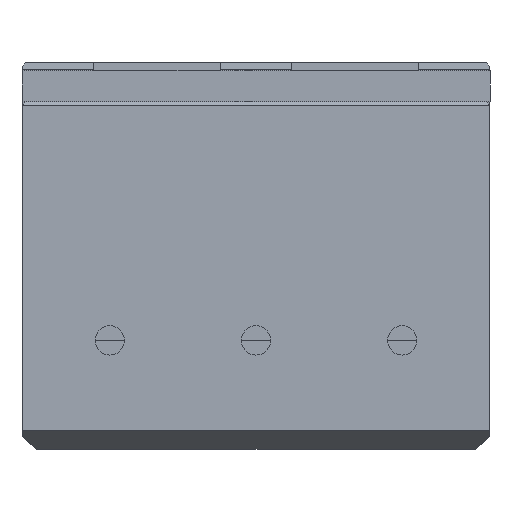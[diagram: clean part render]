
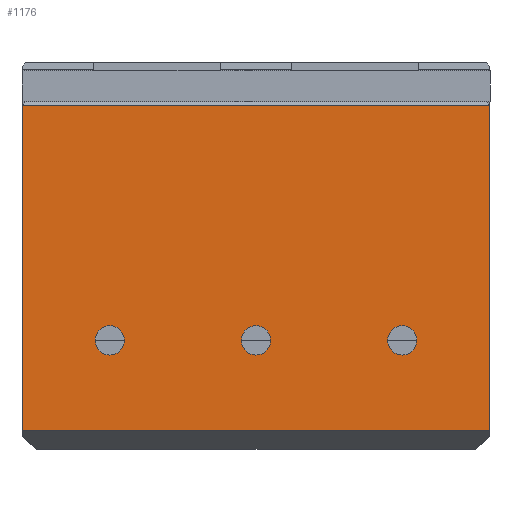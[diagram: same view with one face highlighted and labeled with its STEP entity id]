
A CAD part, front view. The second image highlights one B-rep face of the part: STEP entity #1176.
In plain terms, the highlighted planar face has unit normal (0, -1, 0).
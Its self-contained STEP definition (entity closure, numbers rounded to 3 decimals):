
#13 = ORIENTED_EDGE ( 'NONE', *, *, #3292, .F. ) ;
#66 = VECTOR ( 'NONE', #2273, 1000. ) ;
#133 = FACE_OUTER_BOUND ( 'NONE', #230, .T. ) ;
#157 = VERTEX_POINT ( 'NONE', #2741 ) ;
#209 = EDGE_LOOP ( 'NONE', ( #3844, #528 ) ) ;
#230 = EDGE_LOOP ( 'NONE', ( #2983, #4092, #967, #4086 ) ) ;
#233 = AXIS2_PLACEMENT_3D ( 'NONE', #4351, #2697, #2730 ) ;
#405 = CIRCLE ( 'NONE', #4980, 3. ) ;
#528 = ORIENTED_EDGE ( 'NONE', *, *, #4009, .F. ) ;
#678 = CIRCLE ( 'NONE', #3678, 3. ) ;
#685 = DIRECTION ( 'NONE',  ( 0., -1., 0. ) ) ;
#690 = CIRCLE ( 'NONE', #4942, 3. ) ;
#697 = CARTESIAN_POINT ( 'NONE',  ( -30., -66.559, 3. ) ) ;
#700 = EDGE_CURVE ( 'NONE', #1508, #157, #2265, .T. ) ;
#844 = CARTESIAN_POINT ( 'NONE',  ( -48., -66.559, 60. ) ) ;
#851 = CARTESIAN_POINT ( 'NONE',  ( 0., -66.559, 3. ) ) ;
#873 = AXIS2_PLACEMENT_3D ( 'NONE', #4804, #1321, #2620 ) ;
#905 = DIRECTION ( 'NONE',  ( 0., -1., 0. ) ) ;
#967 = ORIENTED_EDGE ( 'NONE', *, *, #1233, .F. ) ;
#1004 = FACE_BOUND ( 'NONE', #1837, .T. ) ;
#1036 = CARTESIAN_POINT ( 'NONE',  ( -48., -66.559, 51.2 ) ) ;
#1070 = DIRECTION ( 'NONE',  ( 1., 0., 0. ) ) ;
#1098 = DIRECTION ( 'NONE',  ( 0., -1., 0. ) ) ;
#1176 = ADVANCED_FACE ( 'NONE', ( #4058, #2260, #1004, #133 ), #3527, .F. ) ;
#1233 = EDGE_CURVE ( 'NONE', #3755, #5006, #4598, .T. ) ;
#1321 = DIRECTION ( 'NONE',  ( 0., -1., 0. ) ) ;
#1344 = LINE ( 'NONE', #1036, #66 ) ;
#1369 = DIRECTION ( 'NONE',  ( -1., 0., 0. ) ) ;
#1508 = VERTEX_POINT ( 'NONE', #4473 ) ;
#1552 = VERTEX_POINT ( 'NONE', #2363 ) ;
#1642 = ORIENTED_EDGE ( 'NONE', *, *, #2721, .F. ) ;
#1689 = DIRECTION ( 'NONE',  ( 0., 0., -1. ) ) ;
#1734 = VECTOR ( 'NONE', #1070, 1000. ) ;
#1837 = EDGE_LOOP ( 'NONE', ( #1901, #3317 ) ) ;
#1846 = DIRECTION ( 'NONE',  ( 0., 1., 0. ) ) ;
#1901 = ORIENTED_EDGE ( 'NONE', *, *, #700, .F. ) ;
#1971 = DIRECTION ( 'NONE',  ( 0., 0., -1. ) ) ;
#1981 = CARTESIAN_POINT ( 'NONE',  ( -48., -66.559, -15.521 ) ) ;
#2111 = DIRECTION ( 'NONE',  ( 0., 0., -1. ) ) ;
#2113 = VECTOR ( 'NONE', #1689, 1000. ) ;
#2242 = LINE ( 'NONE', #844, #2113 ) ;
#2260 = FACE_BOUND ( 'NONE', #209, .T. ) ;
#2265 = CIRCLE ( 'NONE', #233, 3. ) ;
#2273 = DIRECTION ( 'NONE',  ( -1., 0., 0. ) ) ;
#2363 = CARTESIAN_POINT ( 'NONE',  ( -30., -66.559, 0. ) ) ;
#2367 = CARTESIAN_POINT ( 'NONE',  ( 0., -66.559, 0. ) ) ;
#2544 = DIRECTION ( 'NONE',  ( 0., -1., 0. ) ) ;
#2620 = DIRECTION ( 'NONE',  ( 0., 0., -1. ) ) ;
#2697 = DIRECTION ( 'NONE',  ( 0., -1., 0. ) ) ;
#2721 = EDGE_CURVE ( 'NONE', #1552, #4277, #690, .T. ) ;
#2730 = DIRECTION ( 'NONE',  ( 0., 0., -1. ) ) ;
#2741 = CARTESIAN_POINT ( 'NONE',  ( 30., -66.559, 6. ) ) ;
#2866 = CIRCLE ( 'NONE', #4428, 3. ) ;
#2943 = CARTESIAN_POINT ( 'NONE',  ( 30., -66.559, 3. ) ) ;
#2983 = ORIENTED_EDGE ( 'NONE', *, *, #4518, .T. ) ;
#3167 = CARTESIAN_POINT ( 'NONE',  ( 48., -66.559, 60. ) ) ;
#3224 = CARTESIAN_POINT ( 'NONE',  ( -30., -66.559, 3. ) ) ;
#3290 = CARTESIAN_POINT ( 'NONE',  ( 48., -66.559, -15.521 ) ) ;
#3292 = EDGE_CURVE ( 'NONE', #4277, #1552, #678, .T. ) ;
#3317 = ORIENTED_EDGE ( 'NONE', *, *, #5080, .F. ) ;
#3406 = VERTEX_POINT ( 'NONE', #5456 ) ;
#3508 = EDGE_CURVE ( 'NONE', #4885, #3406, #2866, .T. ) ;
#3527 = PLANE ( 'NONE',  #3579 ) ;
#3579 = AXIS2_PLACEMENT_3D ( 'NONE', #4352, #1846, #1369 ) ;
#3640 = CARTESIAN_POINT ( 'NONE',  ( 48., -66.559, 51.2 ) ) ;
#3642 = DIRECTION ( 'NONE',  ( 0., 0., -1. ) ) ;
#3676 = CARTESIAN_POINT ( 'NONE',  ( -48., -66.559, 51.2 ) ) ;
#3678 = AXIS2_PLACEMENT_3D ( 'NONE', #697, #1098, #4502 ) ;
#3749 = CARTESIAN_POINT ( 'NONE',  ( -30., -66.559, 6. ) ) ;
#3755 = VERTEX_POINT ( 'NONE', #3640 ) ;
#3799 = CARTESIAN_POINT ( 'NONE',  ( -48., -66.559, -15.521 ) ) ;
#3844 = ORIENTED_EDGE ( 'NONE', *, *, #3508, .F. ) ;
#4009 = EDGE_CURVE ( 'NONE', #3406, #4885, #4725, .T. ) ;
#4058 = FACE_BOUND ( 'NONE', #5416, .T. ) ;
#4086 = ORIENTED_EDGE ( 'NONE', *, *, #5248, .T. ) ;
#4092 = ORIENTED_EDGE ( 'NONE', *, *, #4232, .T. ) ;
#4232 = EDGE_CURVE ( 'NONE', #4451, #5006, #4793, .T. ) ;
#4277 = VERTEX_POINT ( 'NONE', #3749 ) ;
#4304 = DIRECTION ( 'NONE',  ( 0., 0., -1. ) ) ;
#4351 = CARTESIAN_POINT ( 'NONE',  ( 30., -66.559, 3. ) ) ;
#4352 = CARTESIAN_POINT ( 'NONE',  ( -48., -66.559, 60. ) ) ;
#4428 = AXIS2_PLACEMENT_3D ( 'NONE', #851, #905, #4304 ) ;
#4451 = VERTEX_POINT ( 'NONE', #3799 ) ;
#4473 = CARTESIAN_POINT ( 'NONE',  ( 30., -66.559, 0. ) ) ;
#4502 = DIRECTION ( 'NONE',  ( 0., 0., -1. ) ) ;
#4518 = EDGE_CURVE ( 'NONE', #5052, #4451, #2242, .T. ) ;
#4598 = LINE ( 'NONE', #3167, #5342 ) ;
#4725 = CIRCLE ( 'NONE', #873, 3. ) ;
#4793 = LINE ( 'NONE', #1981, #1734 ) ;
#4804 = CARTESIAN_POINT ( 'NONE',  ( 0., -66.559, 3. ) ) ;
#4885 = VERTEX_POINT ( 'NONE', #2367 ) ;
#4942 = AXIS2_PLACEMENT_3D ( 'NONE', #3224, #685, #3642 ) ;
#4980 = AXIS2_PLACEMENT_3D ( 'NONE', #2943, #2544, #2111 ) ;
#5006 = VERTEX_POINT ( 'NONE', #3290 ) ;
#5052 = VERTEX_POINT ( 'NONE', #3676 ) ;
#5080 = EDGE_CURVE ( 'NONE', #157, #1508, #405, .T. ) ;
#5248 = EDGE_CURVE ( 'NONE', #3755, #5052, #1344, .T. ) ;
#5342 = VECTOR ( 'NONE', #1971, 1000. ) ;
#5416 = EDGE_LOOP ( 'NONE', ( #1642, #13 ) ) ;
#5456 = CARTESIAN_POINT ( 'NONE',  ( 0., -66.559, 6. ) ) ;
